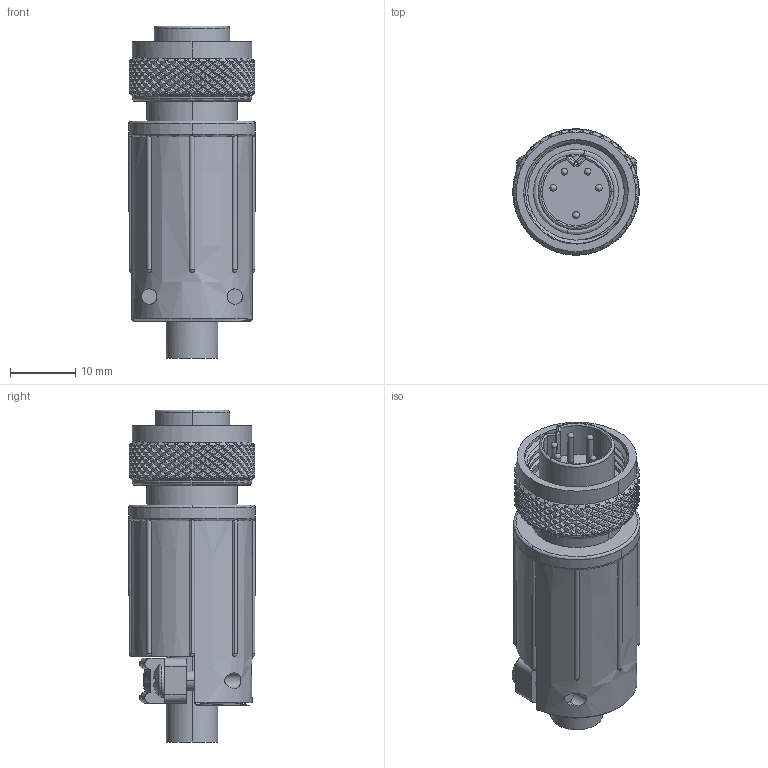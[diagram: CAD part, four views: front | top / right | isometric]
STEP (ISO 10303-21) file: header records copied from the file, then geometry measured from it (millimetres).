
FILE_DESCRIPTION (( 'STEP AP203' ), '1' );
FILE_NAME ('SF6282-5PG-520.STEP', '2014-02-10T16:12:39', ( '21FPBF1' ), ( 'Conxall' ), 'SwSTEP 2.0', 'SolidWorks 2012', '' );
FILE_SCHEMA (( 'CONFIG_CONTROL_DESIGN' ));
Length unit declared in the file: inch
Products named in the file (1): SF6282-5PG-520
Bounding box: 19.38 x 19.38 x 50.85 mm (x, y, z)
Volume: 10124.7 mm3; surface area: 5300.3 mm2
Topology: 1 solids, 1 shells, 2216 faces, 4787 edges, 2565 vertices
Faces by surface type: bspline 1655, cylinder 452, plane 96, cone 13
Entity records: 96412 total; most frequent: CARTESIAN_POINT 64389, ORIENTED_EDGE 9518, EDGE_CURVE 4759, VERTEX_POINT 2565, DIRECTION 2535, B_SPLINE_CURVE_WITH_KNOTS 2362, EDGE_LOOP 2240, ADVANCED_FACE 2216
